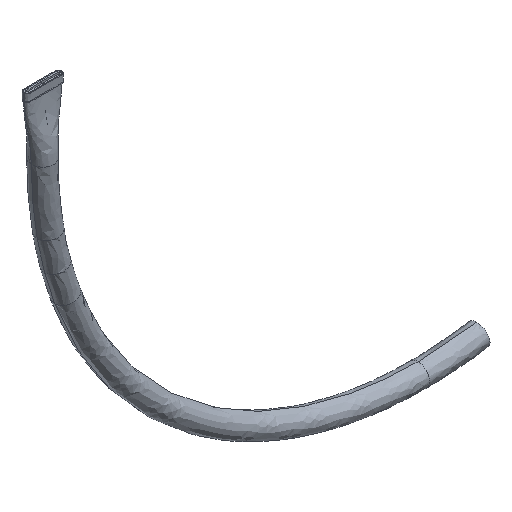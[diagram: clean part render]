
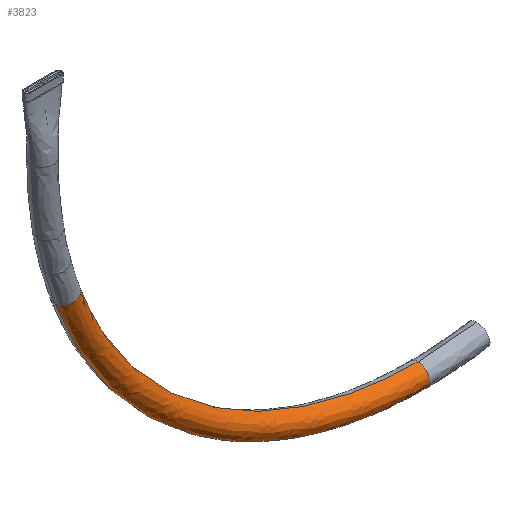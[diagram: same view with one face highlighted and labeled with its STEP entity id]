
A CAD part, isometric view. The second image highlights one B-rep face of the part: STEP entity #3823.
In plain terms, the highlighted free-form (B-spline) face has degree [2, 2] with [3, 5] control points.
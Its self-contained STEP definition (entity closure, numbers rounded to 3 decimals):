
#3642 = VERTEX_POINT('',#3643);
#3643 = CARTESIAN_POINT('',(6.984,0.,-76.612));
#3649 = EDGE_CURVE('',#3642,#3650,#3652,.T.);
#3650 = VERTEX_POINT('',#3651);
#3651 = CARTESIAN_POINT('',(19.246,0.,
    -72.149));
#3652 = ( BOUNDED_CURVE() B_SPLINE_CURVE(2,(#3653,#3654,#3655,#3656,
#3657),.UNSPECIFIED.,.F.,.F.) B_SPLINE_CURVE_WITH_KNOTS((3,2,3),(
    3.142,4.712,6.283),
.PIECEWISE_BEZIER_KNOTS.) CURVE() GEOMETRIC_REPRESENTATION_ITEM() 
RATIONAL_B_SPLINE_CURVE((1.,0.707,1.,0.707,1.)) 
REPRESENTATION_ITEM('') );
#3653 = CARTESIAN_POINT('',(6.984,0.,
    -76.612));
#3654 = CARTESIAN_POINT('',(6.984,-6.524,
    -76.612));
#3655 = CARTESIAN_POINT('',(13.115,-6.524,
    -74.38));
#3656 = CARTESIAN_POINT('',(19.246,-6.524,
    -72.149));
#3657 = CARTESIAN_POINT('',(19.246,0.,
    -72.149));
#3772 = EDGE_CURVE('',#3773,#3775,#3777,.T.);
#3773 = VERTEX_POINT('',#3774);
#3774 = CARTESIAN_POINT('',(217.473,0.,-223.997));
#3775 = VERTEX_POINT('',#3776);
#3776 = CARTESIAN_POINT('',(217.473,0.,-210.949));
#3777 = ( BOUNDED_CURVE() B_SPLINE_CURVE(2,(#3778,#3779,#3780,#3781,
#3782),.UNSPECIFIED.,.F.,.F.) B_SPLINE_CURVE_WITH_KNOTS((3,2,3),(
    3.142,4.712,6.283),
.PIECEWISE_BEZIER_KNOTS.) CURVE() GEOMETRIC_REPRESENTATION_ITEM() 
RATIONAL_B_SPLINE_CURVE((1.,0.707,1.,0.707,1.)) 
REPRESENTATION_ITEM('') );
#3778 = CARTESIAN_POINT('',(217.473,0.,
    -223.997));
#3779 = CARTESIAN_POINT('',(217.473,-6.524,
    -223.997));
#3780 = CARTESIAN_POINT('',(217.473,-6.524,
    -217.473));
#3781 = CARTESIAN_POINT('',(217.473,-6.524,
    -210.949));
#3782 = CARTESIAN_POINT('',(217.473,0.,
    -210.949));
#3823 = ADVANCED_FACE('',(#3824),#3840,.T.);
#3824 = FACE_BOUND('',#3825,.T.);
#3825 = EDGE_LOOP('',(#3826,#3827,#3833,#3834));
#3826 = ORIENTED_EDGE('',*,*,#3649,.F.);
#3827 = ORIENTED_EDGE('',*,*,#3828,.T.);
#3828 = EDGE_CURVE('',#3642,#3773,#3829,.T.);
#3829 = ( BOUNDED_CURVE() B_SPLINE_CURVE(2,(#3830,#3831,#3832),
.UNSPECIFIED.,.F.,.F.) B_SPLINE_CURVE_WITH_KNOTS((3,3),(5.061,
6.283),.PIECEWISE_BEZIER_KNOTS.) CURVE() 
GEOMETRIC_REPRESENTATION_ITEM() RATIONAL_B_SPLINE_CURVE((1.,
0.819,1.)) REPRESENTATION_ITEM('') );
#3830 = CARTESIAN_POINT('',(6.984,0.,-76.612));
#3831 = CARTESIAN_POINT('',(60.628,0.,-223.997));
#3832 = CARTESIAN_POINT('',(217.473,0.,-223.997));
#3833 = ORIENTED_EDGE('',*,*,#3772,.T.);
#3834 = ORIENTED_EDGE('',*,*,#3835,.F.);
#3835 = EDGE_CURVE('',#3650,#3775,#3836,.T.);
#3836 = ( BOUNDED_CURVE() B_SPLINE_CURVE(2,(#3837,#3838,#3839),
.UNSPECIFIED.,.F.,.F.) B_SPLINE_CURVE_WITH_KNOTS((3,3),(5.061,
6.283),.PIECEWISE_BEZIER_KNOTS.) CURVE() 
GEOMETRIC_REPRESENTATION_ITEM() RATIONAL_B_SPLINE_CURVE((1.,
0.819,1.)) REPRESENTATION_ITEM('') );
#3837 = CARTESIAN_POINT('',(19.246,0.,
    -72.149));
#3838 = CARTESIAN_POINT('',(69.765,0.,
    -210.949));
#3839 = CARTESIAN_POINT('',(217.473,0.,
    -210.949));
#3840 = ( BOUNDED_SURFACE() B_SPLINE_SURFACE(2,2,(
    (#3841,#3842,#3843,#3844,#3845)
    ,(#3846,#3847,#3848,#3849,#3850)
    ,(#3851,#3852,#3853,#3854,#3855
)),.UNSPECIFIED.,.F.,.F.,.F.) B_SPLINE_SURFACE_WITH_KNOTS((3,3),(3,2,3),
  (5.061,6.283),(0.,1.571,3.142),
.PIECEWISE_BEZIER_KNOTS.) GEOMETRIC_REPRESENTATION_ITEM() 
RATIONAL_B_SPLINE_SURFACE((
    (1.,0.707,1.,0.707,1.)
    ,(0.819,0.579,0.819,0.579
      ,0.819)
,(1.,0.707,1.,0.707,1.
))) REPRESENTATION_ITEM('') SURFACE() );
#3841 = CARTESIAN_POINT('',(6.984,0.,-76.612));
#3842 = CARTESIAN_POINT('',(6.984,-6.524,
    -76.612));
#3843 = CARTESIAN_POINT('',(13.115,-6.524,
    -74.38));
#3844 = CARTESIAN_POINT('',(19.246,-6.524,
    -72.149));
#3845 = CARTESIAN_POINT('',(19.246,0.,
    -72.149));
#3846 = CARTESIAN_POINT('',(60.628,0.,-223.997));
#3847 = CARTESIAN_POINT('',(60.628,-6.524,
    -223.997));
#3848 = CARTESIAN_POINT('',(65.197,-6.524,
    -217.473));
#3849 = CARTESIAN_POINT('',(69.765,-6.524,
    -210.949));
#3850 = CARTESIAN_POINT('',(69.765,0.,
    -210.949));
#3851 = CARTESIAN_POINT('',(217.473,0.,-223.997));
#3852 = CARTESIAN_POINT('',(217.473,-6.524,
    -223.997));
#3853 = CARTESIAN_POINT('',(217.473,-6.524,
    -217.473));
#3854 = CARTESIAN_POINT('',(217.473,-6.524,
    -210.949));
#3855 = CARTESIAN_POINT('',(217.473,0.,
    -210.949));
